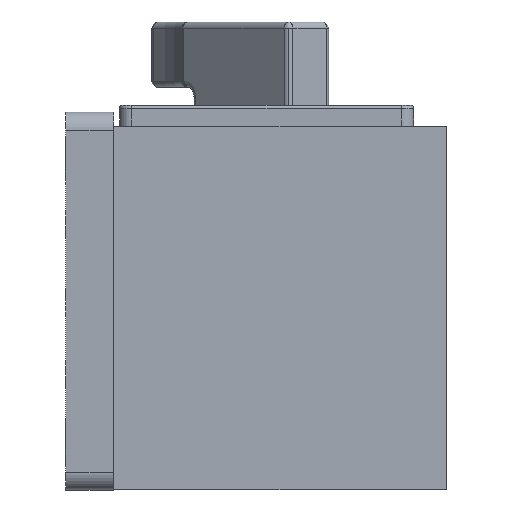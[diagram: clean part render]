
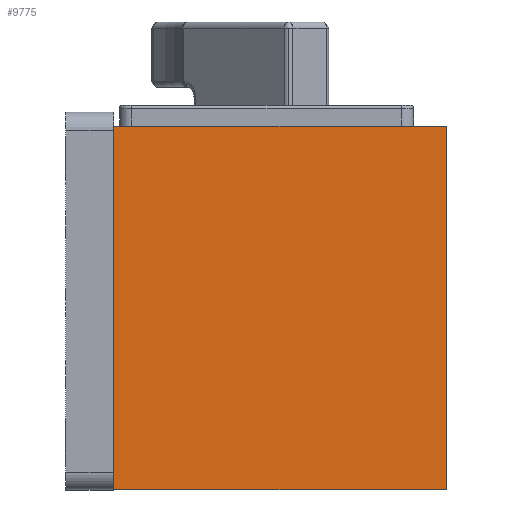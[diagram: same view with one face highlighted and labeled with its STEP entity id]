
A CAD part, front view. The second image highlights one B-rep face of the part: STEP entity #9775.
In plain terms, the highlighted planar face has unit normal (0, -1, 0).
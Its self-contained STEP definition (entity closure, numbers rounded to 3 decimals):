
#983 = PLANE ( 'NONE',  #11136 ) ;
#1678 = ORIENTED_EDGE ( 'NONE', *, *, #5202, .T. ) ;
#2621 = EDGE_CURVE ( 'NONE', #11767, #10903, #9585, .T. ) ;
#3246 = CARTESIAN_POINT ( 'NONE',  ( 0., -25., 29.1 ) ) ;
#3420 = EDGE_CURVE ( 'NONE', #11767, #3839, #8044, .T. ) ;
#3696 = CARTESIAN_POINT ( 'NONE',  ( 55.5, -25., -31.5 ) ) ;
#3833 = DIRECTION ( 'NONE',  ( 0., 0., 1. ) ) ;
#3839 = VERTEX_POINT ( 'NONE', #3696 ) ;
#4001 = ORIENTED_EDGE ( 'NONE', *, *, #2621, .F. ) ;
#4327 = DIRECTION ( 'NONE',  ( 1., 0., 0. ) ) ;
#4729 = ORIENTED_EDGE ( 'NONE', *, *, #7600, .F. ) ;
#4815 = CARTESIAN_POINT ( 'NONE',  ( 0., -25., -31.5 ) ) ;
#4826 = VECTOR ( 'NONE', #4327, 1000. ) ;
#4881 = DIRECTION ( 'NONE',  ( 0., -1., 0. ) ) ;
#5202 = EDGE_CURVE ( 'NONE', #3839, #7975, #7538, .T. ) ;
#6095 = FACE_OUTER_BOUND ( 'NONE', #9111, .T. ) ;
#6920 = CARTESIAN_POINT ( 'NONE',  ( 0., -25., -31.5 ) ) ;
#6993 = DIRECTION ( 'NONE',  ( 1., 0., 0. ) ) ;
#7070 = CARTESIAN_POINT ( 'NONE',  ( 55.5, -25., 29.1 ) ) ;
#7331 = LINE ( 'NONE', #3246, #9610 ) ;
#7538 = LINE ( 'NONE', #12170, #9076 ) ;
#7600 = EDGE_CURVE ( 'NONE', #10903, #7975, #7331, .T. ) ;
#7975 = VERTEX_POINT ( 'NONE', #7070 ) ;
#8044 = LINE ( 'NONE', #8222, #4826 ) ;
#8092 = CARTESIAN_POINT ( 'NONE',  ( 0., -25., 29.1 ) ) ;
#8222 = CARTESIAN_POINT ( 'NONE',  ( 0., -25., -31.5 ) ) ;
#9051 = DIRECTION ( 'NONE',  ( 1., 0., 0. ) ) ;
#9076 = VECTOR ( 'NONE', #9378, 1000. ) ;
#9111 = EDGE_LOOP ( 'NONE', ( #4729, #4001, #9363, #1678 ) ) ;
#9363 = ORIENTED_EDGE ( 'NONE', *, *, #3420, .T. ) ;
#9378 = DIRECTION ( 'NONE',  ( 0., 0., 1. ) ) ;
#9585 = LINE ( 'NONE', #6920, #10943 ) ;
#9610 = VECTOR ( 'NONE', #9051, 1000. ) ;
#9753 = CARTESIAN_POINT ( 'NONE',  ( 0., -25., -31.5 ) ) ;
#9775 = ADVANCED_FACE ( 'NONE', ( #6095 ), #983, .T. ) ;
#10903 = VERTEX_POINT ( 'NONE', #8092 ) ;
#10943 = VECTOR ( 'NONE', #3833, 1000. ) ;
#11136 = AXIS2_PLACEMENT_3D ( 'NONE', #9753, #4881, #6993 ) ;
#11767 = VERTEX_POINT ( 'NONE', #4815 ) ;
#12170 = CARTESIAN_POINT ( 'NONE',  ( 55.5, -25., -31.5 ) ) ;
